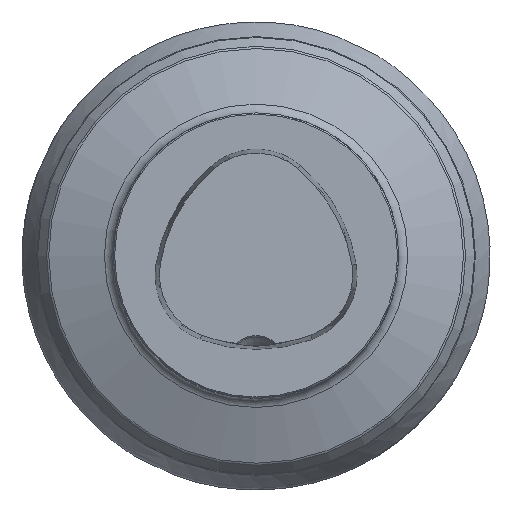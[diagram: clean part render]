
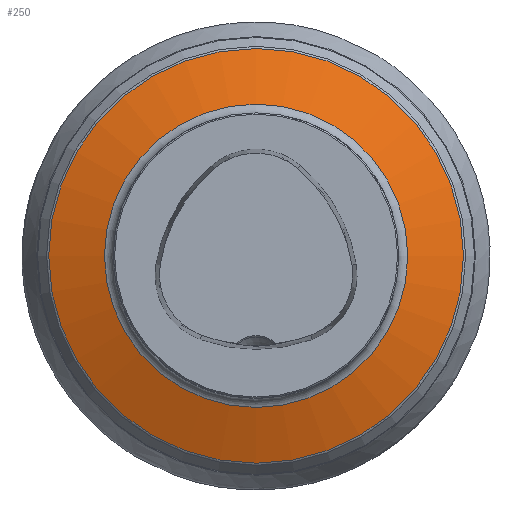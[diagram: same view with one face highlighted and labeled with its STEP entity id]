
A CAD part, top view. The second image highlights one B-rep face of the part: STEP entity #250.
In plain terms, the highlighted conical face has half-angle 69.528 degrees and reference radius 31.5 mm.
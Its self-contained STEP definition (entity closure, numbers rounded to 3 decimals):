
#235=CONICAL_SURFACE('',#970,31.5,69.528);
#250=ADVANCED_FACE('S9',(#332,#333),#235,.T.);
#332=FACE_BOUND('',#373,.T.);
#333=FACE_BOUND('',#374,.T.);
#373=EDGE_LOOP('',(#444));
#374=EDGE_LOOP('',(#445));
#444=ORIENTED_EDGE('',*,*,#699,.T.);
#445=ORIENTED_EDGE('',*,*,#700,.T.);
#630=VERTEX_POINT('',#1363);
#631=VERTEX_POINT('',#1365);
#699=EDGE_CURVE('',#630,#630,#792,.T.);
#700=EDGE_CURVE('',#631,#631,#793,.T.);
#792=CIRCLE('',#968,45.74);
#793=CIRCLE('',#969,33.451);
#968=AXIS2_PLACEMENT_3D('',#1362,#1099,#1100);
#969=AXIS2_PLACEMENT_3D('',#1364,#1101,#1102);
#970=AXIS2_PLACEMENT_3D('',#1366,#1103,#1104);
#1099=DIRECTION('',(0.,0.,1.));
#1100=DIRECTION('',(0.,1.,0.));
#1101=DIRECTION('',(0.,0.,-1.));
#1102=DIRECTION('',(0.,-1.,0.));
#1103=DIRECTION('',(0.,0.,-1.));
#1104=DIRECTION('',(0.,-1.,0.));
#1362=CARTESIAN_POINT('',(0.,0.,-29.316));
#1363=CARTESIAN_POINT('',(0.,45.74,-29.316));
#1364=CARTESIAN_POINT('',(0.,0.,-24.728));
#1365=CARTESIAN_POINT('',(0.,-33.451,-24.728));
#1366=CARTESIAN_POINT('',(0.,0.,-24.));
